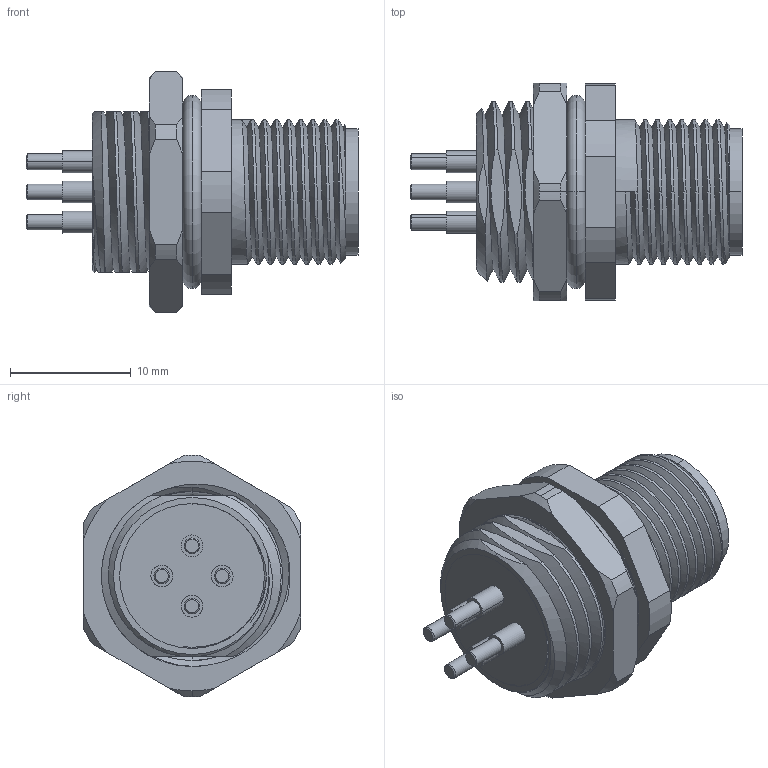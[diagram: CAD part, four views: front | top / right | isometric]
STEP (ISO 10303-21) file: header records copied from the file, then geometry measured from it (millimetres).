
FILE_DESCRIPTION (( 'STEP AP203' ), '1' );
FILE_NAME ('54-00459.STEP', '2025-03-18T23:40:09', ( '' ), ( '' ), 'SwSTEP 2.0', 'SolidWorks 2021', '' );
FILE_SCHEMA (( 'CONFIG_CONTROL_DESIGN' ));
Length unit declared in the file: millimetre
Products named in the file (7): 54-00459; 54-00459-01___; 54-00459-03___; 54-00459-02; 54-00459-04___; 54-00459-03L___; 54-00459-05___
Assembly tree (8 placements, depth 2):
  54-00459
    54-00459-01___
    54-00459-02
    54-00459-03___  x3
    54-00459-03L___
    54-00459-04___
    54-00459-05___
Bounding box: 27.5 x 18 x 20 mm (x, y, z)
Volume: 3047.8 mm3; surface area: 5911.3 mm2
Topology: 9 solids, 9 shells, 340 faces, 827 edges, 529 vertices
Faces by surface type: cylinder 159, plane 87, cone 48, torus 28, bspline 10, sphere 8
Entity records: 12838 total; most frequent: CARTESIAN_POINT 5539, ORIENTED_EDGE 1398, DIRECTION 1350, EDGE_CURVE 699, AXIS2_PLACEMENT_3D 550, VERTEX_POINT 455, EDGE_LOOP 324, FACE_OUTER_BOUND 280
